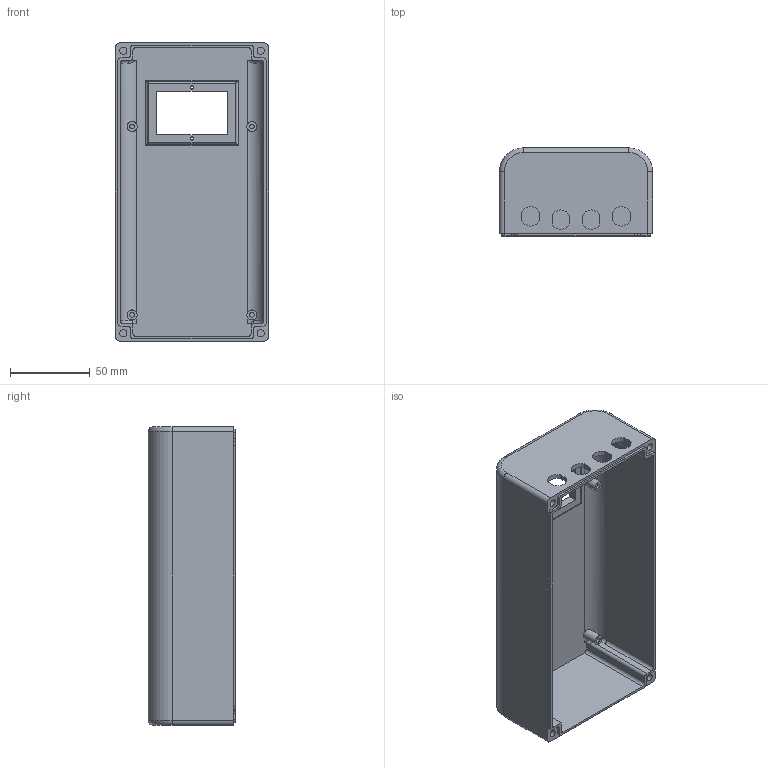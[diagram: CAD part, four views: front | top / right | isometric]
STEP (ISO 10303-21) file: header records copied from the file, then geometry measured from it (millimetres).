
FILE_DESCRIPTION((''),'2;1');
FILE_NAME('01_HOUSING','2026-02-21T14:08:51',('Samuel'),(''),'CREO PARAMETRIC BY PTC INC, 2023073','CREO PARAMETRIC BY PTC INC, 2023073','');
FILE_SCHEMA(('CONFIG_CONTROL_DESIGN'));
Length unit declared in the file: millimetre
Products named in the file (1): 01_HOUSING
Bounding box: 96 x 55 x 187 mm (x, y, z)
Volume: 145013 mm3; surface area: 91678 mm2
Topology: 1 solids, 1 shells, 158 faces, 409 edges, 265 vertices
Faces by surface type: cylinder 77, plane 70, torus 8, bspline 3
Entity records: 5312 total; most frequent: CARTESIAN_POINT 1311, DIRECTION 839, ORIENTED_EDGE 818, EDGE_CURVE 409, AXIS2_PLACEMENT_3D 305, VERTEX_POINT 265, VECTOR 229, LINE 229
